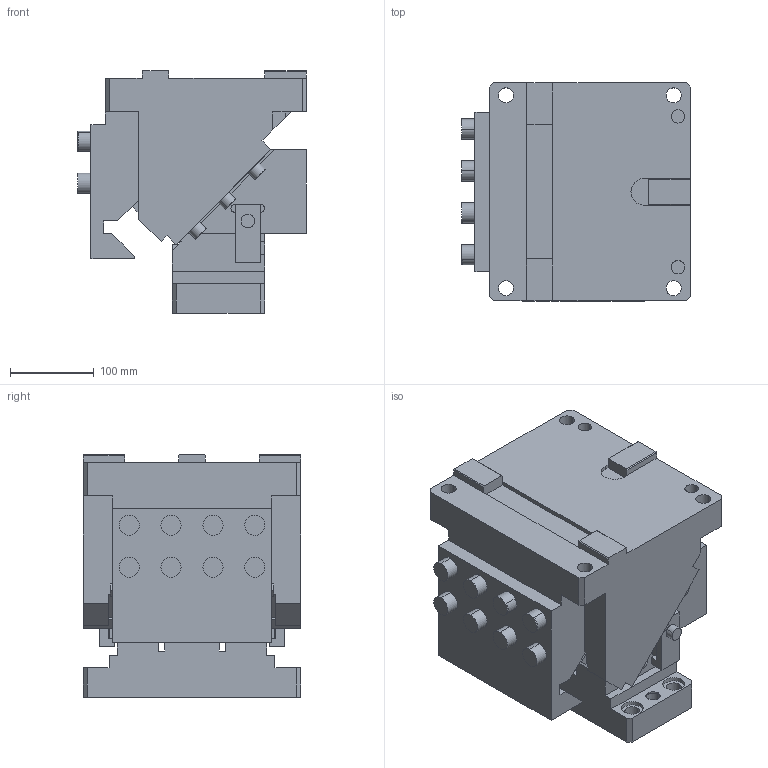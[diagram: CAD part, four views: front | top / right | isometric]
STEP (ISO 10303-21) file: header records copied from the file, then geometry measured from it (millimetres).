
FILE_DESCRIPTION(('CATIA V5 STEP Exchange'),'2;1');
FILE_NAME('CACK_200_00.stp','2015-04-23T08:10:07+00:00',('none'),('none'),'CATIA Version 5 Release 19 SP 2 (IN-10)','CATIA V5 STEP AP203','none');
FILE_SCHEMA(('CONFIG_CONTROL_DESIGN'));
Length unit declared in the file: millimetre
Products named in the file (1): CACK_200_00
Bounding box: 273 x 260 x 289 mm (x, y, z)
Volume: 12024758.8 mm3; surface area: 737233.7 mm2
Topology: 3 solids, 3 shells, 359 faces, 968 edges, 640 vertices
Faces by surface type: plane 229, cylinder 122, cone 8
Entity records: 11107 total; most frequent: CARTESIAN_POINT 2267, ORIENTED_EDGE 1920, DIRECTION 1554, EDGE_CURVE 960, VECTOR 713, LINE 713, VERTEX_POINT 640, AXIS2_PLACEMENT_3D 536
